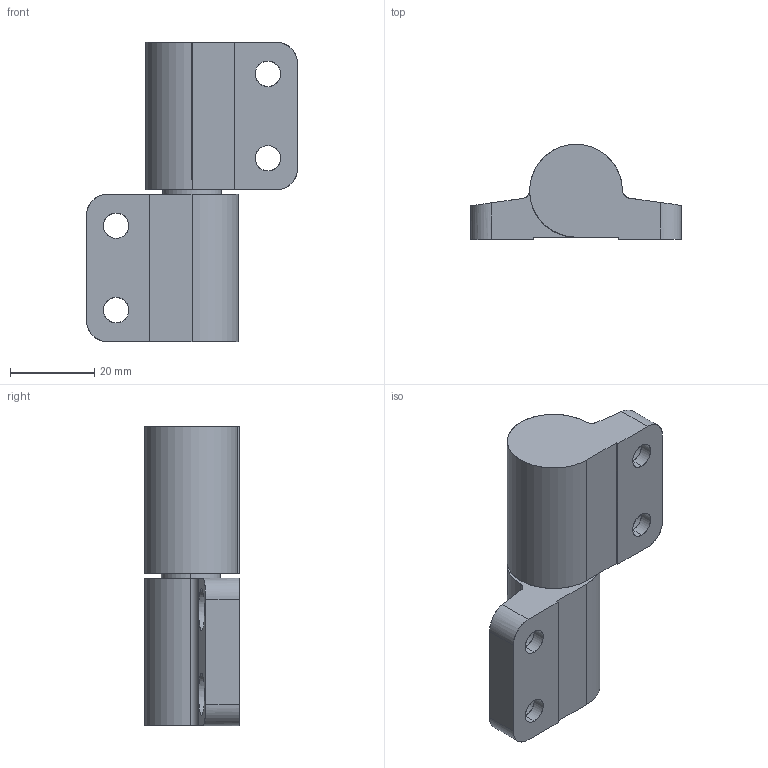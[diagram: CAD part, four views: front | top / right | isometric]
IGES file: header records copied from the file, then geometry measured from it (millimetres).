
Start section: SolidWorks IGES file using analytic representation for surfaces
Global section: file name: BP-879-2H-A-R_.IGS,41; native system: HSolidWorks 2006 by SolidWorks Corporation; preprocessor: SolidWorks 2006 by SolidWorks Corporation; author: 8sw; date: 070303.150414; units: millimetre
Bounding box: 50 x 22.5 x 71 mm (x, y, z)
Surface area: 11908.9 mm2 (no closed solid volume)
Topology: 0 solids, 0 shells, 52 faces, 1160 edges, 1160 vertices
Faces by surface type: revolution 28, bspline 24
